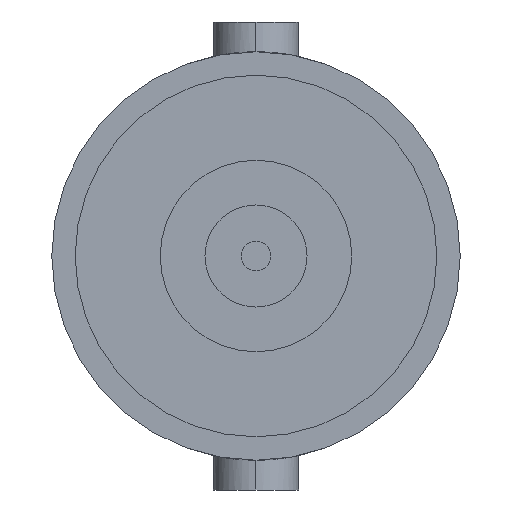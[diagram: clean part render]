
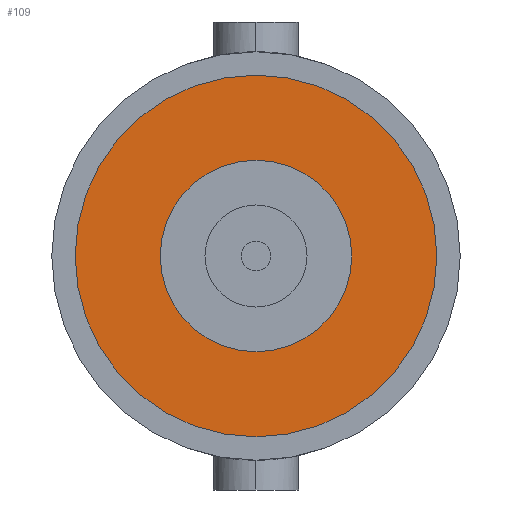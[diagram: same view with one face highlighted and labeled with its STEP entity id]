
A CAD part, left-side view. The second image highlights one B-rep face of the part: STEP entity #109.
In plain terms, the highlighted planar face has unit normal (-1, 0, 0).
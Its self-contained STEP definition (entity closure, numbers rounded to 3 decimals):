
#109=ADVANCED_FACE('',(#222,#223),#224,.F.);
#222=FACE_BOUND('',#333,.T.);
#223=FACE_OUTER_BOUND('',#334,.T.);
#224=PLANE('',#335);
#333=EDGE_LOOP('',(#562,#563));
#334=EDGE_LOOP('',(#564,#565));
#335=AXIS2_PLACEMENT_3D('',#566,#567,#568);
#562=ORIENTED_EDGE('',*,*,#619,.T.);
#563=ORIENTED_EDGE('',*,*,#630,.T.);
#564=ORIENTED_EDGE('',*,*,#683,.F.);
#565=ORIENTED_EDGE('',*,*,#656,.F.);
#566=CARTESIAN_POINT('',(135.244,105.,0.));
#567=DIRECTION('',(1.0,0.0,0.));
#568=DIRECTION('',(0.,0.0,-1.0));
#619=EDGE_CURVE('',#716,#720,#722,.T.);
#630=EDGE_CURVE('',#720,#716,#741,.T.);
#656=EDGE_CURVE('',#782,#777,#784,.T.);
#683=EDGE_CURVE('',#777,#782,#820,.T.);
#716=VERTEX_POINT('',#858);
#720=VERTEX_POINT('',#863);
#722=CIRCLE('',#866,2.25);
#741=CIRCLE('',#923,2.25);
#777=VERTEX_POINT('',#981);
#782=VERTEX_POINT('',#987);
#784=CIRCLE('',#990,4.25);
#820=CIRCLE('',#1030,4.25);
#858=CARTESIAN_POINT('',(135.244,105.,-2.25));
#863=CARTESIAN_POINT('',(135.244,105.,2.25));
#866=AXIS2_PLACEMENT_3D('',#1095,#1096,#1097);
#923=AXIS2_PLACEMENT_3D('',#1108,#1109,#1110);
#981=CARTESIAN_POINT('',(135.244,105.,-4.25));
#987=CARTESIAN_POINT('',(135.244,105.0,4.25));
#990=AXIS2_PLACEMENT_3D('',#1150,#1151,#1152);
#1030=AXIS2_PLACEMENT_3D('',#1199,#1200,#1201);
#1095=CARTESIAN_POINT('',(135.244,105.,0.));
#1096=DIRECTION('',(1.0,0.0,0.));
#1097=DIRECTION('',(0.,0.0,-1.0));
#1108=CARTESIAN_POINT('',(135.244,105.,0.));
#1109=DIRECTION('',(1.0,0.0,0.));
#1110=DIRECTION('',(0.,0.0,-1.0));
#1150=CARTESIAN_POINT('',(135.244,105.,0.));
#1151=DIRECTION('',(1.0,0.0,0.));
#1152=DIRECTION('',(0.,0.0,-1.0));
#1199=CARTESIAN_POINT('',(135.244,105.,0.));
#1200=DIRECTION('',(1.0,0.0,0.));
#1201=DIRECTION('',(0.,0.0,-1.0));
